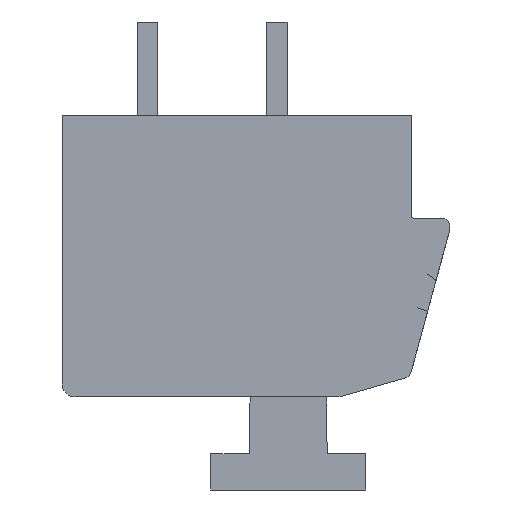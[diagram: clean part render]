
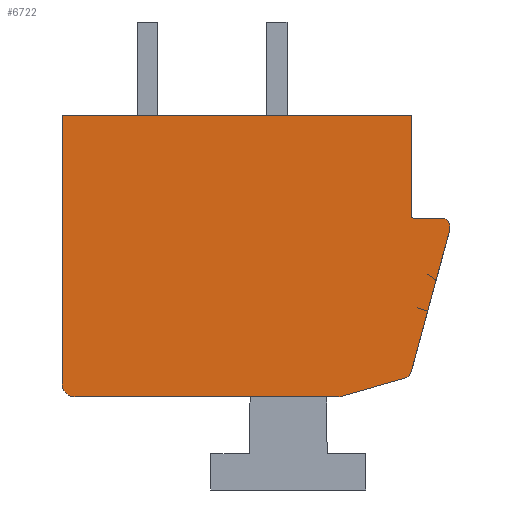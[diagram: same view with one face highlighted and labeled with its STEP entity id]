
A CAD part, front view. The second image highlights one B-rep face of the part: STEP entity #6722.
In plain terms, the highlighted planar face has unit normal (0, -1, 0).
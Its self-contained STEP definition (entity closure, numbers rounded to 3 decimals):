
#1=CARTESIAN_POINT('',(7.2,-78.75,1.15));
#2=DIRECTION('',(0.,-1.,0.));
#3=DIRECTION('',(1.,0.,0.));
#4=AXIS2_PLACEMENT_3D('',#1,#2,#3);
#6=DIRECTION('',(0.,0.,-1.));
#7=VECTOR('',#6,0.119);
#8=CARTESIAN_POINT('',(7.5,-78.75,1.15));
#9=LINE('',#8,#7);
#10=DIRECTION('',(0.262,0.,0.965));
#11=VECTOR('',#10,5.739);
#12=CARTESIAN_POINT('',(5.994,-78.75,-4.507));
#13=LINE('',#12,#11);
#14=CARTESIAN_POINT('',(5.705,-78.75,-4.428));
#15=DIRECTION('',(0.,-1.,0.));
#16=DIRECTION('',(0.274,0.,-0.962));
#17=AXIS2_PLACEMENT_3D('',#14,#15,#16);
#19=DIRECTION('',(0.962,0.,0.274));
#20=VECTOR('',#19,2.679);
#21=CARTESIAN_POINT('',(3.21,-78.75,-5.45));
#22=LINE('',#21,#20);
#23=DIRECTION('',(-1.,0.,0.));
#24=VECTOR('',#23,10.21);
#25=CARTESIAN_POINT('',(3.21,-78.75,-5.45));
#26=LINE('',#25,#24);
#27=CARTESIAN_POINT('',(-7.,-78.75,-4.95));
#28=DIRECTION('',(0.,-1.,0.));
#29=DIRECTION('',(-1.,0.,0.));
#30=AXIS2_PLACEMENT_3D('',#27,#28,#29);
#32=DIRECTION('',(0.,0.,1.));
#33=VECTOR('',#32,10.4);
#34=CARTESIAN_POINT('',(-7.5,-78.75,-4.95));
#35=LINE('',#34,#33);
#36=DIRECTION('',(1.,0.,0.));
#37=VECTOR('',#36,13.5);
#38=CARTESIAN_POINT('',(-7.5,-78.75,5.45));
#39=LINE('',#38,#37);
#40=DIRECTION('',(0.,0.,-1.));
#41=VECTOR('',#40,3.85);
#42=CARTESIAN_POINT('',(6.,-78.75,5.45));
#43=LINE('',#42,#41);
#44=DIRECTION('',(1.,0.,0.));
#45=VECTOR('',#44,1.05);
#46=CARTESIAN_POINT('',(6.15,-78.75,1.45));
#47=LINE('',#46,#45);
#60=CARTESIAN_POINT('',(6.15,-78.75,1.6));
#61=DIRECTION('',(0.,1.,0.));
#62=DIRECTION('',(0.,0.,-1.));
#63=AXIS2_PLACEMENT_3D('',#60,#61,#62);
#5345=CARTESIAN_POINT('',(-7.5,-78.75,5.45));
#5346=CARTESIAN_POINT('',(6.,-78.75,5.45));
#5347=VERTEX_POINT('',#5345);
#5348=VERTEX_POINT('',#5346);
#5349=CARTESIAN_POINT('',(6.,-78.75,1.6));
#5350=VERTEX_POINT('',#5349);
#5351=CARTESIAN_POINT('',(6.15,-78.75,1.45));
#5352=VERTEX_POINT('',#5351);
#5353=CARTESIAN_POINT('',(7.5,-78.75,1.15));
#5354=CARTESIAN_POINT('',(7.2,-78.75,1.45));
#5355=VERTEX_POINT('',#5353);
#5356=VERTEX_POINT('',#5354);
#5357=CARTESIAN_POINT('',(5.787,-78.75,-4.716));
#5358=CARTESIAN_POINT('',(5.994,-78.75,-4.507));
#5359=VERTEX_POINT('',#5357);
#5360=VERTEX_POINT('',#5358);
#5361=CARTESIAN_POINT('',(-7.5,-78.75,-4.95));
#5362=CARTESIAN_POINT('',(-7.,-78.75,-5.45));
#5363=VERTEX_POINT('',#5361);
#5364=VERTEX_POINT('',#5362);
#5365=CARTESIAN_POINT('',(3.21,-78.75,-5.45));
#5366=VERTEX_POINT('',#5365);
#5367=CARTESIAN_POINT('',(7.5,-78.75,1.031));
#5368=VERTEX_POINT('',#5367);
#6691=CARTESIAN_POINT('',(0.,-78.75,0.));
#6692=DIRECTION('',(0.,1.,0.));
#6693=DIRECTION('',(1.,0.,0.));
#6694=AXIS2_PLACEMENT_3D('',#6691,#6692,#6693);
#6695=PLANE('',#6694);
#6697=ORIENTED_EDGE('',*,*,#6696,.F.);
#6699=ORIENTED_EDGE('',*,*,#6698,.T.);
#6701=ORIENTED_EDGE('',*,*,#6700,.F.);
#6703=ORIENTED_EDGE('',*,*,#6702,.F.);
#6705=ORIENTED_EDGE('',*,*,#6704,.F.);
#6707=ORIENTED_EDGE('',*,*,#6706,.T.);
#6709=ORIENTED_EDGE('',*,*,#6708,.F.);
#6711=ORIENTED_EDGE('',*,*,#6710,.T.);
#6713=ORIENTED_EDGE('',*,*,#6712,.T.);
#6715=ORIENTED_EDGE('',*,*,#6714,.T.);
#6717=ORIENTED_EDGE('',*,*,#6716,.F.);
#6719=ORIENTED_EDGE('',*,*,#6718,.T.);
#6720=EDGE_LOOP('',(#6697,#6699,#6701,#6703,#6705,#6707,#6709,#6711,#6713,#6715,
#6717,#6719));
#6721=FACE_OUTER_BOUND('',#6720,.F.);
#6722=ADVANCED_FACE('',(#6721),#6695,.F.);
#5=CIRCLE('',#4,0.3);
#18=CIRCLE('',#17,0.3);
#31=CIRCLE('',#30,0.5);
#64=CIRCLE('',#63,0.15);
#6696=EDGE_CURVE('',#5355,#5356,#5,.T.);
#6698=EDGE_CURVE('',#5355,#5368,#9,.T.);
#6700=EDGE_CURVE('',#5360,#5368,#13,.T.);
#6702=EDGE_CURVE('',#5359,#5360,#18,.T.);
#6704=EDGE_CURVE('',#5366,#5359,#22,.T.);
#6706=EDGE_CURVE('',#5366,#5364,#26,.T.);
#6708=EDGE_CURVE('',#5363,#5364,#31,.T.);
#6710=EDGE_CURVE('',#5363,#5347,#35,.T.);
#6712=EDGE_CURVE('',#5347,#5348,#39,.T.);
#6714=EDGE_CURVE('',#5348,#5350,#43,.T.);
#6716=EDGE_CURVE('',#5352,#5350,#64,.T.);
#6718=EDGE_CURVE('',#5352,#5356,#47,.T.);
